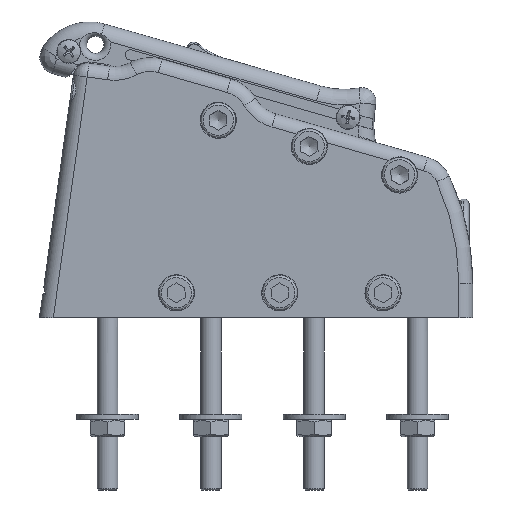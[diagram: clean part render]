
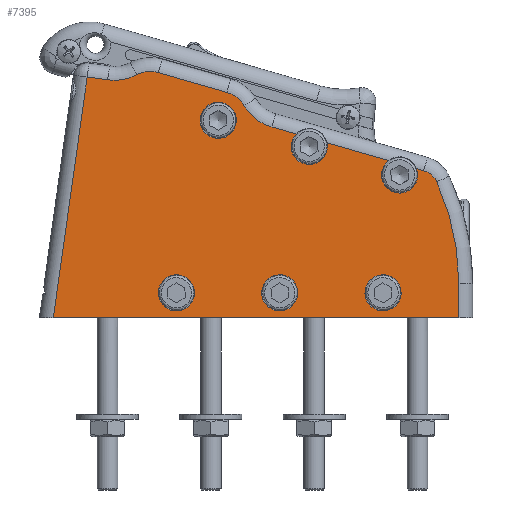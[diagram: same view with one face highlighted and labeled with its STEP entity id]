
A CAD part, left-side view. The second image highlights one B-rep face of the part: STEP entity #7395.
In plain terms, the highlighted planar face has unit normal (-1, 0, 0).
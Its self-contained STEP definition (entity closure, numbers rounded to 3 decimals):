
#429=LINE('',#11096,#896);
#513=LINE('',#12192,#980);
#514=LINE('',#12198,#981);
#515=LINE('',#12202,#982);
#516=LINE('',#12206,#983);
#517=LINE('',#12212,#984);
#518=LINE('',#12218,#985);
#519=LINE('',#12219,#986);
#896=VECTOR('',#8842,117.741);
#980=VECTOR('',#9220,10.);
#981=VECTOR('',#9225,2.161);
#982=VECTOR('',#9228,18.631);
#983=VECTOR('',#9231,7.279);
#984=VECTOR('',#9236,20.7);
#985=VECTOR('',#9241,6.);
#986=VECTOR('',#9242,70.619);
#1352=FACE_BOUND('',#2203,.T.);
#1353=FACE_BOUND('',#2204,.T.);
#1354=FACE_BOUND('',#2205,.T.);
#1355=FACE_BOUND('',#2206,.T.);
#1674=FACE_OUTER_BOUND('',#2202,.T.);
#2202=EDGE_LOOP('',(#5312,#5313,#5314,#5315,#5316,#5317,#5318,#5319,#5320,
#5321,#5322,#5323,#5324,#5325,#5326,#5327));
#2203=EDGE_LOOP('',(#5328));
#2204=EDGE_LOOP('',(#5329));
#2205=EDGE_LOOP('',(#5330));
#2206=EDGE_LOOP('',(#5331));
#2829=CIRCLE('',#8010,71.);
#2830=CIRCLE('',#8011,6.);
#2831=CIRCLE('',#8012,5.25);
#2832=CIRCLE('',#8013,5.25);
#2833=CIRCLE('',#8014,14.);
#2834=CIRCLE('',#8015,8.5);
#2835=CIRCLE('',#8016,8.5);
#2836=CIRCLE('',#8017,14.);
#2837=CIRCLE('',#8018,5.25);
#2838=CIRCLE('',#8019,5.25);
#2839=CIRCLE('',#8020,5.25);
#2840=CIRCLE('',#8021,5.25);
#3158=VERTEX_POINT('',#11093);
#3159=VERTEX_POINT('',#11095);
#3340=VERTEX_POINT('',#12191);
#3341=VERTEX_POINT('',#12193);
#3342=VERTEX_POINT('',#12195);
#3343=VERTEX_POINT('',#12197);
#3344=VERTEX_POINT('',#12199);
#3345=VERTEX_POINT('',#12201);
#3346=VERTEX_POINT('',#12203);
#3347=VERTEX_POINT('',#12205);
#3348=VERTEX_POINT('',#12207);
#3349=VERTEX_POINT('',#12209);
#3350=VERTEX_POINT('',#12211);
#3351=VERTEX_POINT('',#12213);
#3352=VERTEX_POINT('',#12215);
#3353=VERTEX_POINT('',#12217);
#3354=VERTEX_POINT('',#12220);
#3355=VERTEX_POINT('',#12222);
#3356=VERTEX_POINT('',#12224);
#3357=VERTEX_POINT('',#12226);
#3912=EDGE_CURVE('',#3159,#3158,#429,.T.);
#4139=EDGE_CURVE('',#3158,#3340,#513,.T.);
#4140=EDGE_CURVE('',#3340,#3341,#2829,.T.);
#4141=EDGE_CURVE('',#3341,#3342,#2830,.T.);
#4142=EDGE_CURVE('',#3342,#3343,#514,.T.);
#4143=EDGE_CURVE('',#3343,#3344,#2831,.T.);
#4144=EDGE_CURVE('',#3344,#3345,#515,.T.);
#4145=EDGE_CURVE('',#3345,#3346,#2832,.T.);
#4146=EDGE_CURVE('',#3346,#3347,#516,.T.);
#4147=EDGE_CURVE('',#3347,#3348,#2833,.T.);
#4148=EDGE_CURVE('',#3348,#3349,#2834,.T.);
#4149=EDGE_CURVE('',#3349,#3350,#517,.T.);
#4150=EDGE_CURVE('',#3350,#3351,#2835,.T.);
#4151=EDGE_CURVE('',#3351,#3352,#2836,.T.);
#4152=EDGE_CURVE('',#3353,#3352,#518,.T.);
#4153=EDGE_CURVE('',#3159,#3353,#519,.T.);
#4154=EDGE_CURVE('',#3354,#3354,#2837,.T.);
#4155=EDGE_CURVE('',#3355,#3355,#2838,.T.);
#4156=EDGE_CURVE('',#3356,#3356,#2839,.T.);
#4157=EDGE_CURVE('',#3357,#3357,#2840,.T.);
#5312=ORIENTED_EDGE('',*,*,#3912,.T.);
#5313=ORIENTED_EDGE('',*,*,#4139,.T.);
#5314=ORIENTED_EDGE('',*,*,#4140,.T.);
#5315=ORIENTED_EDGE('',*,*,#4141,.T.);
#5316=ORIENTED_EDGE('',*,*,#4142,.T.);
#5317=ORIENTED_EDGE('',*,*,#4143,.T.);
#5318=ORIENTED_EDGE('',*,*,#4144,.T.);
#5319=ORIENTED_EDGE('',*,*,#4145,.T.);
#5320=ORIENTED_EDGE('',*,*,#4146,.T.);
#5321=ORIENTED_EDGE('',*,*,#4147,.T.);
#5322=ORIENTED_EDGE('',*,*,#4148,.T.);
#5323=ORIENTED_EDGE('',*,*,#4149,.T.);
#5324=ORIENTED_EDGE('',*,*,#4150,.T.);
#5325=ORIENTED_EDGE('',*,*,#4151,.T.);
#5326=ORIENTED_EDGE('',*,*,#4152,.F.);
#5327=ORIENTED_EDGE('',*,*,#4153,.F.);
#5328=ORIENTED_EDGE('',*,*,#4154,.T.);
#5329=ORIENTED_EDGE('',*,*,#4155,.T.);
#5330=ORIENTED_EDGE('',*,*,#4156,.T.);
#5331=ORIENTED_EDGE('',*,*,#4157,.T.);
#7092=PLANE('',#8009);
#7395=ADVANCED_FACE('',(#1674,#1352,#1353,#1354,#1355),#7092,.T.);
#8009=AXIS2_PLACEMENT_3D('',#12190,#9218,#9219);
#8010=AXIS2_PLACEMENT_3D('',#12194,#9221,#9222);
#8011=AXIS2_PLACEMENT_3D('',#12196,#9223,#9224);
#8012=AXIS2_PLACEMENT_3D('',#12200,#9226,#9227);
#8013=AXIS2_PLACEMENT_3D('',#12204,#9229,#9230);
#8014=AXIS2_PLACEMENT_3D('',#12208,#9232,#9233);
#8015=AXIS2_PLACEMENT_3D('',#12210,#9234,#9235);
#8016=AXIS2_PLACEMENT_3D('',#12214,#9237,#9238);
#8017=AXIS2_PLACEMENT_3D('',#12216,#9239,#9240);
#8018=AXIS2_PLACEMENT_3D('',#12221,#9243,#9244);
#8019=AXIS2_PLACEMENT_3D('',#12223,#9245,#9246);
#8020=AXIS2_PLACEMENT_3D('',#12225,#9247,#9248);
#8021=AXIS2_PLACEMENT_3D('',#12227,#9249,#9250);
#8842=DIRECTION('',(0.,-1.,0.));
#9218=DIRECTION('center_axis',(-1.,0.,0.));
#9219=DIRECTION('ref_axis',(0.,-0.139,0.99));
#9220=DIRECTION('',(0.,0.,1.));
#9221=DIRECTION('center_axis',(-1.,0.,0.));
#9222=DIRECTION('ref_axis',(0.,-1.,0.));
#9223=DIRECTION('center_axis',(-1.,0.,0.));
#9224=DIRECTION('ref_axis',(0.,-0.91,0.415));
#9225=DIRECTION('',(0.,0.961,0.276));
#9226=DIRECTION('center_axis',(1.,0.,0.));
#9227=DIRECTION('ref_axis',(0.,-0.139,0.99));
#9228=DIRECTION('',(0.,0.961,0.276));
#9229=DIRECTION('center_axis',(1.,0.,0.));
#9230=DIRECTION('ref_axis',(0.,-0.139,0.99));
#9231=DIRECTION('',(0.,0.961,0.276));
#9232=DIRECTION('center_axis',(1.,0.,0.));
#9233=DIRECTION('ref_axis',(0.,-0.859,0.512));
#9234=DIRECTION('center_axis',(-1.,0.,0.));
#9235=DIRECTION('ref_axis',(0.,-0.859,0.512));
#9236=DIRECTION('',(0.,0.961,0.276));
#9237=DIRECTION('center_axis',(-1.,0.,0.));
#9238=DIRECTION('ref_axis',(0.,-0.276,0.961));
#9239=DIRECTION('center_axis',(1.,0.,0.));
#9240=DIRECTION('ref_axis',(0.,-0.139,0.99));
#9241=DIRECTION('',(0.,-0.99,-0.139));
#9242=DIRECTION('',(0.,-0.139,0.99));
#9243=DIRECTION('center_axis',(1.,0.,0.));
#9244=DIRECTION('ref_axis',(0.,-0.139,0.99));
#9245=DIRECTION('center_axis',(1.,0.,0.));
#9246=DIRECTION('ref_axis',(0.,-0.139,0.99));
#9247=DIRECTION('center_axis',(1.,0.,0.));
#9248=DIRECTION('ref_axis',(0.,-0.139,0.99));
#9249=DIRECTION('center_axis',(1.,0.,0.));
#9250=DIRECTION('ref_axis',(0.,-0.139,0.99));
#11093=CARTESIAN_POINT('',(-17.,4.,0.));
#11095=CARTESIAN_POINT('',(-17.,121.741,0.));
#11096=CARTESIAN_POINT('',(-17.,0.,0.));
#12190=CARTESIAN_POINT('Origin',(-17.,131.767,63.366));
#12191=CARTESIAN_POINT('',(-17.,4.,10.));
#12192=CARTESIAN_POINT('',(-17.,4.,31.683));
#12193=CARTESIAN_POINT('',(-17.,10.403,39.466));
#12194=CARTESIAN_POINT('Origin',(-17.,75.,10.));
#12195=CARTESIAN_POINT('',(-17.,14.208,42.743));
#12196=CARTESIAN_POINT('Origin',(-17.,15.862,36.976));
#12197=CARTESIAN_POINT('',(-17.,16.285,43.339));
#12198=CARTESIAN_POINT('',(-17.,71.254,59.101));
#12199=CARTESIAN_POINT('',(-17.,24.36,45.654));
#12200=CARTESIAN_POINT('Origin',(-17.,21.191,41.469));
#12201=CARTESIAN_POINT('',(-17.,42.269,50.79));
#12202=CARTESIAN_POINT('',(-17.,71.254,59.101));
#12203=CARTESIAN_POINT('',(-17.,51.246,53.364));
#12204=CARTESIAN_POINT('Origin',(-17.,47.419,49.77));
#12205=CARTESIAN_POINT('',(-17.,58.243,55.37));
#12206=CARTESIAN_POINT('',(-17.,71.254,59.101));
#12207=CARTESIAN_POINT('',(-17.,66.41,61.661));
#12208=CARTESIAN_POINT('Origin',(-17.,54.384,68.828));
#12209=CARTESIAN_POINT('',(-17.,71.369,65.48));
#12210=CARTESIAN_POINT('Origin',(-17.,73.712,57.309));
#12211=CARTESIAN_POINT('',(-17.,91.267,71.185));
#12212=CARTESIAN_POINT('',(-17.,98.994,73.401));
#12213=CARTESIAN_POINT('',(-17.,97.543,70.55));
#12214=CARTESIAN_POINT('Origin',(-17.,93.61,63.015));
#12215=CARTESIAN_POINT('',(-17.,105.971,69.096));
#12216=CARTESIAN_POINT('Origin',(-17.,104.022,82.96));
#12217=CARTESIAN_POINT('',(-17.,111.913,69.931));
#12218=CARTESIAN_POINT('',(-17.,108.447,69.444));
#12219=CARTESIAN_POINT('',(-17.,114.915,48.568));
#12220=CARTESIAN_POINT('',(-17.,55.269,12.449));
#12221=CARTESIAN_POINT('Origin',(-17.,56.,7.25));
#12222=CARTESIAN_POINT('',(-17.,85.269,12.449));
#12223=CARTESIAN_POINT('Origin',(-17.,86.,7.25));
#12224=CARTESIAN_POINT('',(-17.,25.269,12.449));
#12225=CARTESIAN_POINT('Origin',(-17.,26.,7.25));
#12226=CARTESIAN_POINT('',(-17.,73.123,62.549));
#12227=CARTESIAN_POINT('Origin',(-17.,73.854,57.35));
